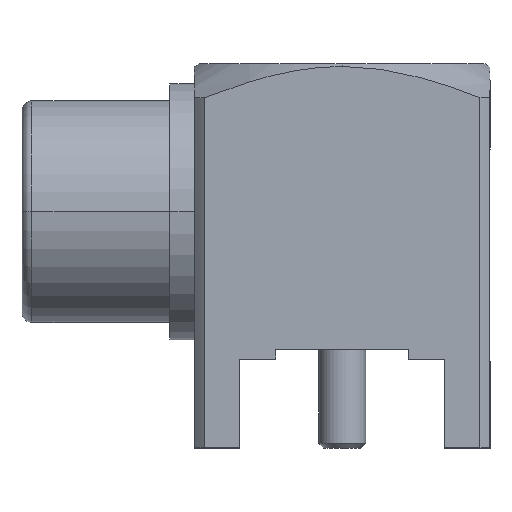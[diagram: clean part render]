
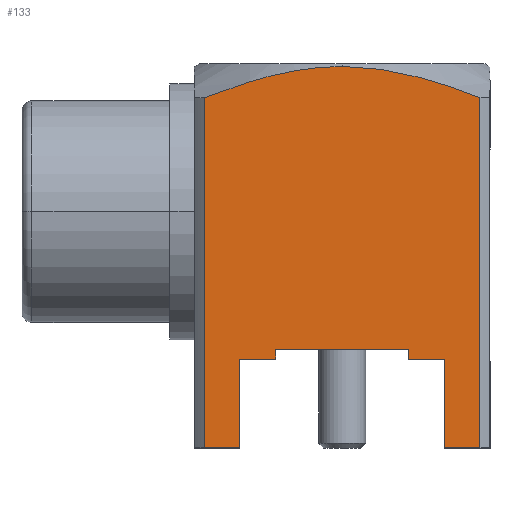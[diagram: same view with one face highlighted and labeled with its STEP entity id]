
A CAD part, top view. The second image highlights one B-rep face of the part: STEP entity #133.
In plain terms, the highlighted planar face has unit normal (0, 0, 1).
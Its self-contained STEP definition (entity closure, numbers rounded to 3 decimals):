
#21 = DIRECTION ( 'NONE',  ( -1., 0., 0. ) ) ;
#32 = CARTESIAN_POINT ( 'NONE',  ( 3.705, 3.708, 3. ) ) ;
#54 = CARTESIAN_POINT ( 'NONE',  ( 4.153, 2.483, 3. ) ) ;
#120 = VERTEX_POINT ( 'NONE', #1830 ) ;
#133 = ADVANCED_FACE ( 'NONE', ( #2466 ), #1843, .T. ) ;
#239 = CARTESIAN_POINT ( 'NONE',  ( 4.425, -4.8, 3. ) ) ;
#241 = EDGE_CURVE ( 'NONE', #2849, #3736, #861, .T. ) ;
#282 = VERTEX_POINT ( 'NONE', #901 ) ;
#299 = EDGE_CURVE ( 'NONE', #315, #3728, #393, .T. ) ;
#315 = VERTEX_POINT ( 'NONE', #2415 ) ;
#330 = VERTEX_POINT ( 'NONE', #2105 ) ;
#337 = CARTESIAN_POINT ( 'NONE',  ( 2.4, -4.8, 3. ) ) ;
#393 = LINE ( 'NONE', #1498, #3490 ) ;
#425 = EDGE_CURVE ( 'NONE', #2764, #3051, #3038, .T. ) ;
#442 = ORIENTED_EDGE ( 'NONE', *, *, #425, .T. ) ;
#477 = CARTESIAN_POINT ( 'NONE',  ( 4.425, 5.333, 3. ) ) ;
#511 = CARTESIAN_POINT ( 'NONE',  ( 9.295, -4.8, 3. ) ) ;
#554 = LINE ( 'NONE', #3271, #3659 ) ;
#573 = ORIENTED_EDGE ( 'NONE', *, *, #3343, .T. ) ;
#582 = VECTOR ( 'NONE', #1087, 1000. ) ;
#602 = CARTESIAN_POINT ( 'NONE',  ( 4.425, -3., 3. ) ) ;
#628 = LINE ( 'NONE', #337, #3726 ) ;
#657 = DIRECTION ( 'NONE',  ( 0., -1., 0. ) ) ;
#679 = LINE ( 'NONE', #3202, #582 ) ;
#695 = CARTESIAN_POINT ( 'NONE',  ( 8.847, 2.483, 3. ) ) ;
#737 = EDGE_CURVE ( 'NONE', #3728, #282, #3673, .T. ) ;
#861 = LINE ( 'NONE', #3012, #2462 ) ;
#875 = AXIS2_PLACEMENT_3D ( 'NONE', #2124, #3680, #21 ) ;
#901 = CARTESIAN_POINT ( 'NONE',  ( 8.575, -3., 3. ) ) ;
#972 = EDGE_LOOP ( 'NONE', ( #1181, #1195, #1344, #2785, #2630, #1007, #1330, #573, #1576, #1496, #1436, #442, #3190 ) ) ;
#997 = CARTESIAN_POINT ( 'NONE',  ( 9.295, 2.307, 3. ) ) ;
#1007 = ORIENTED_EDGE ( 'NONE', *, *, #737, .T. ) ;
#1048 = B_SPLINE_CURVE_WITH_KNOTS ( 'NONE', 3,
 ( #997, #695, #2499, #3117, #1297, #3412, #1596, #3708 ),
 .UNSPECIFIED., .F., .F.,
 ( 4, 2, 2, 4 ),
 ( 0.003, 0.005, 0.006, 0.006 ),
 .UNSPECIFIED. ) ;
#1053 = EDGE_CURVE ( 'NONE', #3736, #1491, #1048, .T. ) ;
#1087 = DIRECTION ( 'NONE',  ( 1., 0., 0. ) ) ;
#1181 = ORIENTED_EDGE ( 'NONE', *, *, #2648, .F. ) ;
#1195 = ORIENTED_EDGE ( 'NONE', *, *, #1551, .T. ) ;
#1202 = EDGE_CURVE ( 'NONE', #3051, #2324, #628, .T. ) ;
#1255 = EDGE_CURVE ( 'NONE', #330, #120, #3631, .T. ) ;
#1267 = VECTOR ( 'NONE', #2676, 1000. ) ;
#1297 = CARTESIAN_POINT ( 'NONE',  ( 7.459, 2.861, 3. ) ) ;
#1316 = LINE ( 'NONE', #2949, #1931 ) ;
#1330 = ORIENTED_EDGE ( 'NONE', *, *, #1504, .T. ) ;
#1344 = ORIENTED_EDGE ( 'NONE', *, *, #1255, .F. ) ;
#1419 = VECTOR ( 'NONE', #2115, 1000. ) ;
#1436 = ORIENTED_EDGE ( 'NONE', *, *, #3877, .T. ) ;
#1491 = VERTEX_POINT ( 'NONE', #1715 ) ;
#1492 = DIRECTION ( 'NONE',  ( 0., 1., 0. ) ) ;
#1496 = ORIENTED_EDGE ( 'NONE', *, *, #1053, .T. ) ;
#1498 = CARTESIAN_POINT ( 'NONE',  ( 7.85, 11.485, 3. ) ) ;
#1504 = EDGE_CURVE ( 'NONE', #282, #3518, #3042, .T. ) ;
#1551 = EDGE_CURVE ( 'NONE', #2970, #120, #1316, .T. ) ;
#1569 = LINE ( 'NONE', #477, #2267 ) ;
#1576 = ORIENTED_EDGE ( 'NONE', *, *, #241, .T. ) ;
#1596 = CARTESIAN_POINT ( 'NONE',  ( 6.74, 2.942, 3. ) ) ;
#1638 = CARTESIAN_POINT ( 'NONE',  ( 3.705, -4.8, 3. ) ) ;
#1642 = CARTESIAN_POINT ( 'NONE',  ( 3.705, 2.307, 3. ) ) ;
#1715 = CARTESIAN_POINT ( 'NONE',  ( 6.5, 2.942, 3. ) ) ;
#1810 = DIRECTION ( 'NONE',  ( 0., -1., 0. ) ) ;
#1830 = CARTESIAN_POINT ( 'NONE',  ( 5.15, -3., 3. ) ) ;
#1838 = DIRECTION ( 'NONE',  ( 1., 0., 0. ) ) ;
#1843 = PLANE ( 'NONE',  #875 ) ;
#1845 = CARTESIAN_POINT ( 'NONE',  ( 4.613, 2.643, 3. ) ) ;
#1931 = VECTOR ( 'NONE', #3851, 1000. ) ;
#2105 = CARTESIAN_POINT ( 'NONE',  ( 5.15, -2.8, 3. ) ) ;
#2115 = DIRECTION ( 'NONE',  ( 0., -1., 0. ) ) ;
#2124 = CARTESIAN_POINT ( 'NONE',  ( 3.5, -4.8, 3. ) ) ;
#2139 = CARTESIAN_POINT ( 'NONE',  ( 3.705, 2.307, 3. ) ) ;
#2158 = CARTESIAN_POINT ( 'NONE',  ( 8.575, -4.8, 3. ) ) ;
#2215 = DIRECTION ( 'NONE',  ( 1., 0., 0. ) ) ;
#2267 = VECTOR ( 'NONE', #2587, 1000. ) ;
#2320 = DIRECTION ( 'NONE',  ( 0., -1., 0. ) ) ;
#2324 = VERTEX_POINT ( 'NONE', #239 ) ;
#2415 = CARTESIAN_POINT ( 'NONE',  ( 7.85, -2.8, 3. ) ) ;
#2462 = VECTOR ( 'NONE', #1492, 1000. ) ;
#2466 = FACE_OUTER_BOUND ( 'NONE', #972, .T. ) ;
#2499 = CARTESIAN_POINT ( 'NONE',  ( 8.39, 2.641, 3. ) ) ;
#2532 = CARTESIAN_POINT ( 'NONE',  ( 7.85, -3., 3. ) ) ;
#2587 = DIRECTION ( 'NONE',  ( 0., -1., 0. ) ) ;
#2630 = ORIENTED_EDGE ( 'NONE', *, *, #299, .T. ) ;
#2648 = EDGE_CURVE ( 'NONE', #2970, #2324, #1569, .T. ) ;
#2676 = DIRECTION ( 'NONE',  ( 1., 0., 0. ) ) ;
#2745 = CARTESIAN_POINT ( 'NONE',  ( 6.016, 2.942, 3. ) ) ;
#2754 = CARTESIAN_POINT ( 'NONE',  ( 5.15, 11.485, 3. ) ) ;
#2764 = VERTEX_POINT ( 'NONE', #1642 ) ;
#2785 = ORIENTED_EDGE ( 'NONE', *, *, #3501, .T. ) ;
#2835 = VECTOR ( 'NONE', #657, 1000. ) ;
#2836 = VECTOR ( 'NONE', #2320, 1000. ) ;
#2849 = VERTEX_POINT ( 'NONE', #511 ) ;
#2949 = CARTESIAN_POINT ( 'NONE',  ( 5.15, -3., 3. ) ) ;
#2970 = VERTEX_POINT ( 'NONE', #602 ) ;
#3012 = CARTESIAN_POINT ( 'NONE',  ( 9.295, 3.708, 3. ) ) ;
#3038 = LINE ( 'NONE', #32, #1419 ) ;
#3042 = LINE ( 'NONE', #3840, #2836 ) ;
#3051 = VERTEX_POINT ( 'NONE', #1638 ) ;
#3057 = CARTESIAN_POINT ( 'NONE',  ( 6.5, 2.942, 3. ) ) ;
#3117 = CARTESIAN_POINT ( 'NONE',  ( 7.693, 2.814, 3. ) ) ;
#3190 = ORIENTED_EDGE ( 'NONE', *, *, #1202, .T. ) ;
#3202 = CARTESIAN_POINT ( 'NONE',  ( 5.15, -2.8, 3. ) ) ;
#3271 = CARTESIAN_POINT ( 'NONE',  ( 2.4, -4.8, 3. ) ) ;
#3343 = EDGE_CURVE ( 'NONE', #3518, #2849, #554, .T. ) ;
#3412 = CARTESIAN_POINT ( 'NONE',  ( 6.983, 2.925, 3. ) ) ;
#3439 = B_SPLINE_CURVE_WITH_KNOTS ( 'NONE', 3,
 ( #3057, #2745, #3647, #1845, #54, #2139 ),
 .UNSPECIFIED., .F., .F.,
 ( 4, 2, 4 ),
 ( 0.006, 0.008, 0.009 ),
 .UNSPECIFIED. ) ;
#3490 = VECTOR ( 'NONE', #1810, 1000. ) ;
#3501 = EDGE_CURVE ( 'NONE', #330, #315, #679, .T. ) ;
#3518 = VERTEX_POINT ( 'NONE', #2158 ) ;
#3631 = LINE ( 'NONE', #2754, #2835 ) ;
#3647 = CARTESIAN_POINT ( 'NONE',  ( 5.543, 2.873, 3. ) ) ;
#3659 = VECTOR ( 'NONE', #2215, 1000. ) ;
#3673 = LINE ( 'NONE', #2532, #1267 ) ;
#3680 = DIRECTION ( 'NONE',  ( 0., 0., 1. ) ) ;
#3708 = CARTESIAN_POINT ( 'NONE',  ( 6.5, 2.942, 3. ) ) ;
#3712 = CARTESIAN_POINT ( 'NONE',  ( 7.85, -3., 3. ) ) ;
#3722 = CARTESIAN_POINT ( 'NONE',  ( 9.295, 2.307, 3. ) ) ;
#3726 = VECTOR ( 'NONE', #1838, 1000. ) ;
#3728 = VERTEX_POINT ( 'NONE', #3712 ) ;
#3736 = VERTEX_POINT ( 'NONE', #3722 ) ;
#3840 = CARTESIAN_POINT ( 'NONE',  ( 8.575, 5.333, 3. ) ) ;
#3851 = DIRECTION ( 'NONE',  ( 1., 0., 0. ) ) ;
#3877 = EDGE_CURVE ( 'NONE', #1491, #2764, #3439, .T. ) ;
